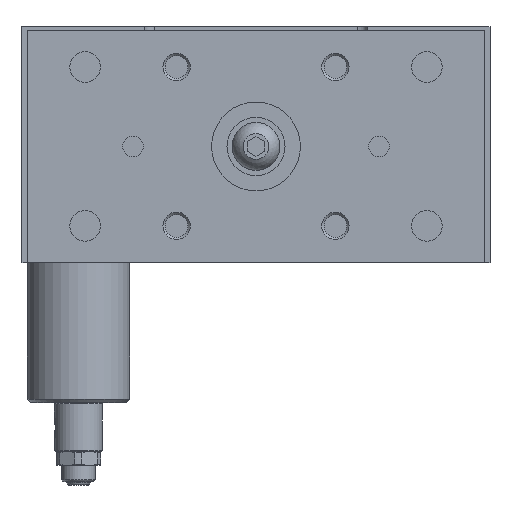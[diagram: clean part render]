
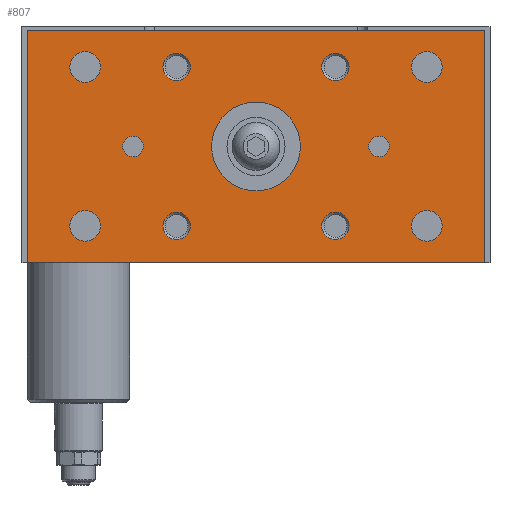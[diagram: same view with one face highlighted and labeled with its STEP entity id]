
A CAD part, left-side view. The second image highlights one B-rep face of the part: STEP entity #807.
In plain terms, the highlighted planar face has unit normal (-1, 0, 0).
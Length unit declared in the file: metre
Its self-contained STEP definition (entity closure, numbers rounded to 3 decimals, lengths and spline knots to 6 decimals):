
#807 = ADVANCED_FACE( '', ( #1989, #1990, #1991, #1992, #1993, #1994, #1995, #1996, #1997, #1998, #1999, #2000 ), #2001, .F. );
#1989 = FACE_BOUND( '', #3664, .T. );
#1990 = FACE_BOUND( '', #3665, .T. );
#1991 = FACE_BOUND( '', #3666, .T. );
#1992 = FACE_BOUND( '', #3667, .T. );
#1993 = FACE_BOUND( '', #3668, .T. );
#1994 = FACE_BOUND( '', #3669, .T. );
#1995 = FACE_BOUND( '', #3670, .T. );
#1996 = FACE_BOUND( '', #3671, .T. );
#1997 = FACE_BOUND( '', #3672, .T. );
#1998 = FACE_BOUND( '', #3673, .T. );
#1999 = FACE_BOUND( '', #3674, .T. );
#2000 = FACE_OUTER_BOUND( '', #3675, .T. );
#2001 = PLANE( '', #3676 );
#3664 = EDGE_LOOP( '', ( #5936 ) );
#3665 = EDGE_LOOP( '', ( #5937 ) );
#3666 = EDGE_LOOP( '', ( #5938 ) );
#3667 = EDGE_LOOP( '', ( #5939 ) );
#3668 = EDGE_LOOP( '', ( #5940 ) );
#3669 = EDGE_LOOP( '', ( #5941 ) );
#3670 = EDGE_LOOP( '', ( #5942 ) );
#3671 = EDGE_LOOP( '', ( #5943 ) );
#3672 = EDGE_LOOP( '', ( #5944 ) );
#3673 = EDGE_LOOP( '', ( #5945 ) );
#3674 = EDGE_LOOP( '', ( #5946 ) );
#3675 = EDGE_LOOP( '', ( #5947, #5948, #5949, #5950 ) );
#3676 = AXIS2_PLACEMENT_3D( '', #5951, #5952, #5953 );
#5936 = ORIENTED_EDGE( '', *, *, #8582, .T. );
#5937 = ORIENTED_EDGE( '', *, *, #8348, .T. );
#5938 = ORIENTED_EDGE( '', *, *, #8688, .F. );
#5939 = ORIENTED_EDGE( '', *, *, #8689, .F. );
#5940 = ORIENTED_EDGE( '', *, *, #8176, .T. );
#5941 = ORIENTED_EDGE( '', *, *, #8690, .F. );
#5942 = ORIENTED_EDGE( '', *, *, #8691, .T. );
#5943 = ORIENTED_EDGE( '', *, *, #8580, .T. );
#5944 = ORIENTED_EDGE( '', *, *, #8686, .F. );
#5945 = ORIENTED_EDGE( '', *, *, #8692, .F. );
#5946 = ORIENTED_EDGE( '', *, *, #8693, .T. );
#5947 = ORIENTED_EDGE( '', *, *, #8639, .T. );
#5948 = ORIENTED_EDGE( '', *, *, #8377, .T. );
#5949 = ORIENTED_EDGE( '', *, *, #8694, .T. );
#5950 = ORIENTED_EDGE( '', *, *, #8608, .T. );
#5951 = CARTESIAN_POINT( '', ( -0.027, -0.067, -0.069 ) );
#5952 = DIRECTION( '', ( 1., 0., 0. ) );
#5953 = DIRECTION( '', ( 0., 0., -1. ) );
#8176 = EDGE_CURVE( '', #9483, #9483, #9484, .T. );
#8348 = EDGE_CURVE( '', #9764, #9764, #9765, .T. );
#8377 = EDGE_CURVE( '', #9814, #9812, #9815, .T. );
#8580 = EDGE_CURVE( '', #10139, #10139, #10140, .T. );
#8582 = EDGE_CURVE( '', #10142, #10142, #10143, .T. );
#8608 = EDGE_CURVE( '', #10181, #10179, #10182, .T. );
#8639 = EDGE_CURVE( '', #10179, #9814, #10230, .T. );
#8686 = EDGE_CURVE( '', #10296, #10296, #10297, .T. );
#8688 = EDGE_CURVE( '', #10299, #10299, #10300, .T. );
#8689 = EDGE_CURVE( '', #10301, #10301, #10302, .T. );
#8690 = EDGE_CURVE( '', #10303, #10303, #10304, .T. );
#8691 = EDGE_CURVE( '', #10305, #10305, #10306, .T. );
#8692 = EDGE_CURVE( '', #10307, #10307, #10308, .T. );
#8693 = EDGE_CURVE( '', #10309, #10309, #10310, .T. );
#8694 = EDGE_CURVE( '', #9812, #10181, #10311, .T. );
#9483 = VERTEX_POINT( '', #11353 );
#9484 = CIRCLE( '', #11354, 0.004 );
#9764 = VERTEX_POINT( '', #11772 );
#9765 = CIRCLE( '', #11773, 0.004 );
#9812 = VERTEX_POINT( '', #11831 );
#9814 = VERTEX_POINT( '', #11834 );
#9815 = LINE( '', #11835, #11836 );
#10139 = VERTEX_POINT( '', #12559 );
#10140 = CIRCLE( '', #12560, 0.0045 );
#10142 = VERTEX_POINT( '', #12562 );
#10143 = CIRCLE( '', #12563, 0.013 );
#10179 = VERTEX_POINT( '', #12636 );
#10181 = VERTEX_POINT( '', #12639 );
#10182 = LINE( '', #12640, #12641 );
#10230 = LINE( '', #12703, #12704 );
#10296 = VERTEX_POINT( '', #12876 );
#10297 = CIRCLE( '', #12877, 0.0045 );
#10299 = VERTEX_POINT( '', #12879 );
#10300 = CIRCLE( '', #12880, 0.004 );
#10301 = VERTEX_POINT( '', #12881 );
#10302 = CIRCLE( '', #12882, 0.004 );
#10303 = VERTEX_POINT( '', #12883 );
#10304 = CIRCLE( '', #12884, 0.003 );
#10305 = VERTEX_POINT( '', #12885 );
#10306 = CIRCLE( '', #12886, 0.003 );
#10307 = VERTEX_POINT( '', #12887 );
#10308 = CIRCLE( '', #12888, 0.0045 );
#10309 = VERTEX_POINT( '', #12889 );
#10310 = CIRCLE( '', #12890, 0.0045 );
#10311 = LINE( '', #12891, #12892 );
#11353 = CARTESIAN_POINT( '', ( -0.027, 0.01925, -0.01175 ) );
#11354 = AXIS2_PLACEMENT_3D( '', #14206, #14207, #14208 );
#11772 = CARTESIAN_POINT( '', ( -0.027, -0.01925, -0.05825 ) );
#11773 = AXIS2_PLACEMENT_3D( '', #14447, #14448, #14449 );
#11831 = CARTESIAN_POINT( '', ( -0.027, 0.067, -0.001 ) );
#11834 = CARTESIAN_POINT( '', ( -0.027, -0.067, -0.001 ) );
#11835 = CARTESIAN_POINT( '', ( -0.027, -0.067, -0.001 ) );
#11836 = VECTOR( '', #14489, 1. );
#12559 = CARTESIAN_POINT( '', ( -0.027, -0.0545, -0.05825 ) );
#12560 = AXIS2_PLACEMENT_3D( '', #14718, #14719, #14720 );
#12562 = CARTESIAN_POINT( '', ( -0.027, -0.013, -0.035 ) );
#12563 = AXIS2_PLACEMENT_3D( '', #14721, #14722, #14723 );
#12636 = CARTESIAN_POINT( '', ( -0.027, -0.067, -0.069 ) );
#12639 = CARTESIAN_POINT( '', ( -0.027, 0.067, -0.069 ) );
#12640 = CARTESIAN_POINT( '', ( -0.027, 0.067, -0.069 ) );
#12641 = VECTOR( '', #14762, 1. );
#12703 = CARTESIAN_POINT( '', ( -0.027, -0.067, -0.069 ) );
#12704 = VECTOR( '', #14801, 1. );
#12876 = CARTESIAN_POINT( '', ( -0.027, 0.0545, -0.05825 ) );
#12877 = AXIS2_PLACEMENT_3D( '', #14867, #14868, #14869 );
#12879 = CARTESIAN_POINT( '', ( -0.027, 0.01925, -0.05825 ) );
#12880 = AXIS2_PLACEMENT_3D( '', #14870, #14871, #14872 );
#12881 = CARTESIAN_POINT( '', ( -0.027, -0.01925, -0.01175 ) );
#12882 = AXIS2_PLACEMENT_3D( '', #14873, #14874, #14875 );
#12883 = CARTESIAN_POINT( '', ( -0.027, -0.033, -0.035 ) );
#12884 = AXIS2_PLACEMENT_3D( '', #14876, #14877, #14878 );
#12885 = CARTESIAN_POINT( '', ( -0.027, 0.033, -0.035 ) );
#12886 = AXIS2_PLACEMENT_3D( '', #14879, #14880, #14881 );
#12887 = CARTESIAN_POINT( '', ( -0.027, -0.0545, -0.01175 ) );
#12888 = AXIS2_PLACEMENT_3D( '', #14882, #14883, #14884 );
#12889 = CARTESIAN_POINT( '', ( -0.027, 0.0545, -0.01175 ) );
#12890 = AXIS2_PLACEMENT_3D( '', #14885, #14886, #14887 );
#12891 = CARTESIAN_POINT( '', ( -0.027, 0.067, -0.001 ) );
#12892 = VECTOR( '', #14888, 1. );
#14206 = CARTESIAN_POINT( '', ( -0.027, 0.02325, -0.01175 ) );
#14207 = DIRECTION( '', ( 1., 0., 0. ) );
#14208 = DIRECTION( '', ( 0., -1., 0. ) );
#14447 = CARTESIAN_POINT( '', ( -0.027, -0.02325, -0.05825 ) );
#14448 = DIRECTION( '', ( 1., 0., 0. ) );
#14449 = DIRECTION( '', ( 0., 1., 0. ) );
#14489 = DIRECTION( '', ( 0., 1., 0. ) );
#14718 = CARTESIAN_POINT( '', ( -0.027, -0.05, -0.05825 ) );
#14719 = DIRECTION( '', ( 1., 0., 0. ) );
#14720 = DIRECTION( '', ( 0., -1., 0. ) );
#14721 = CARTESIAN_POINT( '', ( -0.027, 0., -0.035 ) );
#14722 = DIRECTION( '', ( 1., 0., 0. ) );
#14723 = DIRECTION( '', ( 0., -1., 0. ) );
#14762 = DIRECTION( '', ( 0., -1., 0. ) );
#14801 = DIRECTION( '', ( 0., 0., 1. ) );
#14867 = CARTESIAN_POINT( '', ( -0.027, 0.05, -0.05825 ) );
#14868 = DIRECTION( '', ( -1., 0., 0. ) );
#14869 = DIRECTION( '', ( 0., 1., 0. ) );
#14870 = CARTESIAN_POINT( '', ( -0.027, 0.02325, -0.05825 ) );
#14871 = DIRECTION( '', ( -1., 0., 0. ) );
#14872 = DIRECTION( '', ( 0., -1., 0. ) );
#14873 = CARTESIAN_POINT( '', ( -0.027, -0.02325, -0.01175 ) );
#14874 = DIRECTION( '', ( -1., 0., 0. ) );
#14875 = DIRECTION( '', ( 0., 1., 0. ) );
#14876 = CARTESIAN_POINT( '', ( -0.027, -0.036, -0.035 ) );
#14877 = DIRECTION( '', ( -1., 0., 0. ) );
#14878 = DIRECTION( '', ( 0., 1., 0. ) );
#14879 = CARTESIAN_POINT( '', ( -0.027, 0.036, -0.035 ) );
#14880 = DIRECTION( '', ( 1., 0., 0. ) );
#14881 = DIRECTION( '', ( 0., -1., 0. ) );
#14882 = CARTESIAN_POINT( '', ( -0.027, -0.05, -0.01175 ) );
#14883 = DIRECTION( '', ( -1., 0., 0. ) );
#14884 = DIRECTION( '', ( 0., -1., 0. ) );
#14885 = CARTESIAN_POINT( '', ( -0.027, 0.05, -0.01175 ) );
#14886 = DIRECTION( '', ( 1., 0., 0. ) );
#14887 = DIRECTION( '', ( 0., 1., 0. ) );
#14888 = DIRECTION( '', ( 0., 0., -1. ) );
